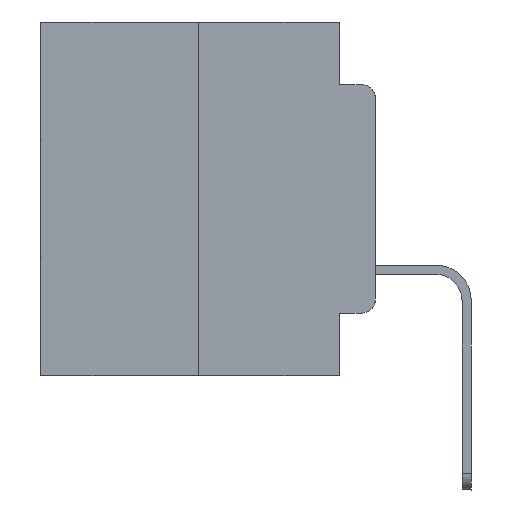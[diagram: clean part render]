
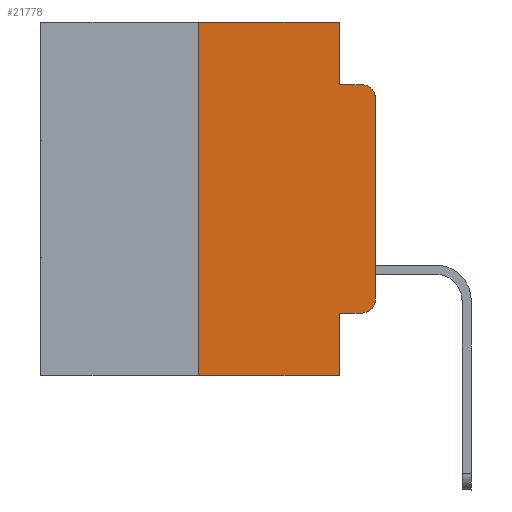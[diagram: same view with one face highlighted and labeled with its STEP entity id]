
A CAD part, left-side view. The second image highlights one B-rep face of the part: STEP entity #21778.
In plain terms, the highlighted planar face has unit normal (-1, 0, 0).
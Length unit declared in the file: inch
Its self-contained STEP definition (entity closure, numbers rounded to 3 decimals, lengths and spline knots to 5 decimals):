
#771 = LINE ( 'NONE', #26623, #12879 ) ;
#937 = EDGE_CURVE ( 'NONE', #13210, #24743, #24713, .T. ) ;
#1007 = ORIENTED_EDGE ( 'NONE', *, *, #937, .F. ) ;
#1732 = DIRECTION ( 'NONE',  ( 0., 0., -1. ) ) ;
#2272 = EDGE_CURVE ( 'NONE', #6730, #13210, #28347, .T. ) ;
#2322 = DIRECTION ( 'NONE',  ( 0., 0., -1. ) ) ;
#2460 = CARTESIAN_POINT ( 'NONE',  ( 0., 0.051, 0. ) ) ;
#2598 = DIRECTION ( 'NONE',  ( 0., -1., 0. ) ) ;
#2650 = VERTEX_POINT ( 'NONE', #3510 ) ;
#2684 = ORIENTED_EDGE ( 'NONE', *, *, #23926, .T. ) ;
#3510 = CARTESIAN_POINT ( 'NONE',  ( 0., 0., -0.1085 ) ) ;
#4057 = DIRECTION ( 'NONE',  ( 0., -1., 0. ) ) ;
#4191 = ORIENTED_EDGE ( 'NONE', *, *, #5700, .T. ) ;
#4340 = DIRECTION ( 'NONE',  ( -1., 0., 0. ) ) ;
#4470 = VERTEX_POINT ( 'NONE', #12929 ) ;
#4821 = DIRECTION ( 'NONE',  ( 0., 0., 1. ) ) ;
#4974 = CARTESIAN_POINT ( 'NONE',  ( 0., 0.473, -0.5 ) ) ;
#5563 = CARTESIAN_POINT ( 'NONE',  ( 0., 0.02, -0.1085 ) ) ;
#5663 = CARTESIAN_POINT ( 'NONE',  ( 0., 0.25, -0.5 ) ) ;
#5700 = EDGE_CURVE ( 'NONE', #7859, #20257, #9577, .T. ) ;
#6377 = CIRCLE ( 'NONE', #21939, 0.02 ) ;
#6478 = CARTESIAN_POINT ( 'NONE',  ( 0., 0.02, -0.3915 ) ) ;
#6730 = VERTEX_POINT ( 'NONE', #9868 ) ;
#7859 = VERTEX_POINT ( 'NONE', #5663 ) ;
#7930 = ORIENTED_EDGE ( 'NONE', *, *, #11224, .F. ) ;
#8248 = EDGE_LOOP ( 'NONE', ( #20013, #2684, #1007, #22045, #7930, #9245, #4191, #20712, #19586, #12661 ) ) ;
#8609 = CARTESIAN_POINT ( 'NONE',  ( 0., 0.473, 0. ) ) ;
#9245 = ORIENTED_EDGE ( 'NONE', *, *, #11510, .F. ) ;
#9304 = LINE ( 'NONE', #19960, #28169 ) ;
#9577 = LINE ( 'NONE', #4974, #14065 ) ;
#9693 = VECTOR ( 'NONE', #4821, 39.37008 ) ;
#9868 = CARTESIAN_POINT ( 'NONE',  ( 0., 0.051, 0. ) ) ;
#10366 = EDGE_CURVE ( 'NONE', #18152, #4470, #6377, .T. ) ;
#11224 = EDGE_CURVE ( 'NONE', #19173, #6730, #771, .T. ) ;
#11510 = EDGE_CURVE ( 'NONE', #7859, #19173, #17008, .T. ) ;
#11908 = DIRECTION ( 'NONE',  ( 0., -1., 0. ) ) ;
#12441 = AXIS2_PLACEMENT_3D ( 'NONE', #5563, #14421, #25237 ) ;
#12661 = ORIENTED_EDGE ( 'NONE', *, *, #10366, .T. ) ;
#12691 = CARTESIAN_POINT ( 'NONE',  ( 0., 0.25, 0. ) ) ;
#12786 = LINE ( 'NONE', #12872, #16559 ) ;
#12872 = CARTESIAN_POINT ( 'NONE',  ( 0., 0.051, 0. ) ) ;
#12879 = VECTOR ( 'NONE', #24965, 39.37008 ) ;
#12929 = CARTESIAN_POINT ( 'NONE',  ( 0., 0., -0.3915 ) ) ;
#12981 = CARTESIAN_POINT ( 'NONE',  ( 0., 0.02, -0.4115 ) ) ;
#12996 = EDGE_CURVE ( 'NONE', #4470, #2650, #24134, .T. ) ;
#13210 = VERTEX_POINT ( 'NONE', #22696 ) ;
#13658 = CIRCLE ( 'NONE', #12441, 0.02 ) ;
#14011 = CARTESIAN_POINT ( 'NONE',  ( 0., 0.02, -0.0885 ) ) ;
#14065 = VECTOR ( 'NONE', #11908, 39.37008 ) ;
#14165 = EDGE_CURVE ( 'NONE', #15758, #20257, #12786, .T. ) ;
#14232 = VECTOR ( 'NONE', #19308, 39.37008 ) ;
#14421 = DIRECTION ( 'NONE',  ( -1., 0., 0. ) ) ;
#14707 = CARTESIAN_POINT ( 'NONE',  ( 0., 0.051, -0.4115 ) ) ;
#14796 = EDGE_CURVE ( 'NONE', #15758, #18152, #9304, .T. ) ;
#15758 = VERTEX_POINT ( 'NONE', #14707 ) ;
#16378 = CARTESIAN_POINT ( 'NONE',  ( 0., 0.25, 0. ) ) ;
#16559 = VECTOR ( 'NONE', #2322, 39.37008 ) ;
#17008 = LINE ( 'NONE', #12691, #14232 ) ;
#17635 = DIRECTION ( 'NONE',  ( 0., 0., -1. ) ) ;
#17808 = CARTESIAN_POINT ( 'NONE',  ( 0., 0., 0. ) ) ;
#17886 = AXIS2_PLACEMENT_3D ( 'NONE', #8609, #28356, #17635 ) ;
#18152 = VERTEX_POINT ( 'NONE', #12981 ) ;
#19173 = VERTEX_POINT ( 'NONE', #16378 ) ;
#19308 = DIRECTION ( 'NONE',  ( 0., 0., 1. ) ) ;
#19458 = VECTOR ( 'NONE', #20204, 39.37008 ) ;
#19586 = ORIENTED_EDGE ( 'NONE', *, *, #14796, .T. ) ;
#19777 = CARTESIAN_POINT ( 'NONE',  ( 0., 0.051, -0.0885 ) ) ;
#19960 = CARTESIAN_POINT ( 'NONE',  ( 0., 0.051, -0.4115 ) ) ;
#20013 = ORIENTED_EDGE ( 'NONE', *, *, #12996, .T. ) ;
#20204 = DIRECTION ( 'NONE',  ( 0., 0., -1. ) ) ;
#20257 = VERTEX_POINT ( 'NONE', #24394 ) ;
#20712 = ORIENTED_EDGE ( 'NONE', *, *, #14165, .F. ) ;
#21778 = ADVANCED_FACE ( 'NONE', ( #24354 ), #21940, .F. ) ;
#21939 = AXIS2_PLACEMENT_3D ( 'NONE', #6478, #4340, #1732 ) ;
#21940 = PLANE ( 'NONE',  #17886 ) ;
#22045 = ORIENTED_EDGE ( 'NONE', *, *, #2272, .F. ) ;
#22696 = CARTESIAN_POINT ( 'NONE',  ( 0., 0.051, -0.0885 ) ) ;
#23926 = EDGE_CURVE ( 'NONE', #2650, #24743, #13658, .T. ) ;
#24019 = VECTOR ( 'NONE', #4057, 39.37008 ) ;
#24134 = LINE ( 'NONE', #17808, #9693 ) ;
#24354 = FACE_OUTER_BOUND ( 'NONE', #8248, .T. ) ;
#24394 = CARTESIAN_POINT ( 'NONE',  ( 0., 0.051, -0.5 ) ) ;
#24713 = LINE ( 'NONE', #19777, #24019 ) ;
#24743 = VERTEX_POINT ( 'NONE', #14011 ) ;
#24965 = DIRECTION ( 'NONE',  ( 0., -1., 0. ) ) ;
#25237 = DIRECTION ( 'NONE',  ( 0., 0., -1. ) ) ;
#26623 = CARTESIAN_POINT ( 'NONE',  ( 0., 0.473, 0. ) ) ;
#28169 = VECTOR ( 'NONE', #2598, 39.37008 ) ;
#28347 = LINE ( 'NONE', #2460, #19458 ) ;
#28356 = DIRECTION ( 'NONE',  ( 1., 0., 0. ) ) ;
